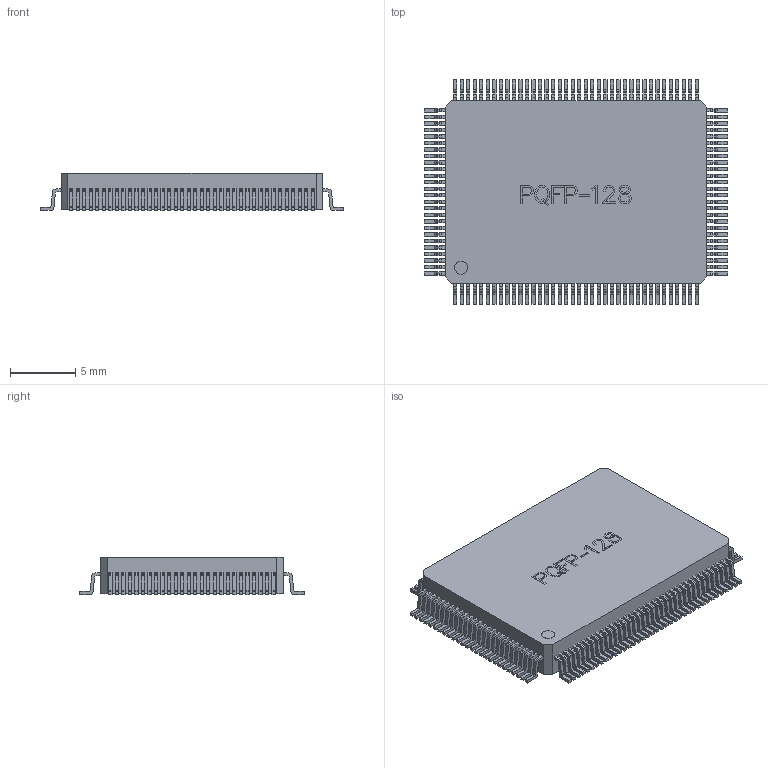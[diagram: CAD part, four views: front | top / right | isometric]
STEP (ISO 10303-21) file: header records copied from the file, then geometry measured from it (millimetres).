
FILE_DESCRIPTION (( 'STEP AP214' ), '1' );
FILE_NAME ('SW3dPS-PQFP128.STEP', '2009-06-22T12:50:27', ( 'SysAdmin' ), ( 'SolidWorks' ), 'SwSTEP 2.0', 'SolidWorks 2009', '' );
FILE_SCHEMA (( 'AUTOMOTIVE_DESIGN' ));
Length unit declared in the file: millimetre
Products named in the file (30): SW3dPS-PQFP128_Extruded13; SW3dPS-PQFP128_358337873; SW3dPS-PQFP128_Extruded11; SW3dPS-PQFP128_Extruded21; SW3dPS-PQFP128_358338001; SW3dPS-PQFP128_Free-Models3; SW3dPS-PQFP128_Board2; SW3dPS-PQFP128_Board3; SW3dPS-PQFP128_PINQFP129; SW3dPS-PQFP128_358335313; SW3dPS-PQFP128_Free-Models2; SW3dPS-PQFP128; SW3dPS-PQFP128_Cylinder1; SW3dPS-PQFP128_358109921; SW3dPS-PQFP128_Extruded15; SW3dPS-PQFP128_358339793; SW3dPS-PQFP128_Extruded12; SW3dPS-PQFP128_358340945; SW3dPS-PQFP128_Extruded17; SW3dPS-PQFP128_358341841; SW3dPS-PQFP128_Extruded19; SW3dPS-PQFP128_358341201; SW3dPS-PQFP128_Extruded14; SW3dPS-PQFP128_358340817; SW3dPS-PQFP128_Extruded16; SW3dPS-PQFP128_358334161; SW3dPS-PQFP128_Extruded18; SW3dPS-PQFP128_358334929; SW3dPS-PQFP128_Extruded20; SW3dPS-PQFP128_358338769
Assembly tree (157 placements, depth 6):
  SW3dPS-PQFP128
    SW3dPS-PQFP128_Free-Models2
      SW3dPS-PQFP128_PINQFP129  x128
        SW3dPS-PQFP128_Board3
        SW3dPS-PQFP128_Free-Models3
          SW3dPS-PQFP128_358338001
            SW3dPS-PQFP128_Extruded21
      SW3dPS-PQFP128_358340817
        SW3dPS-PQFP128_Extruded14
      SW3dPS-PQFP128_358109921
        SW3dPS-PQFP128_Cylinder1
      SW3dPS-PQFP128_358335313
        SW3dPS-PQFP128_Extruded15
      SW3dPS-PQFP128_358339793
        SW3dPS-PQFP128_Extruded19
      SW3dPS-PQFP128_358334161
        SW3dPS-PQFP128_Extruded16
      SW3dPS-PQFP128_358341201
        SW3dPS-PQFP128_Extruded18
      SW3dPS-PQFP128_358340945
        SW3dPS-PQFP128_Extruded12
      SW3dPS-PQFP128_358341841  x2
        SW3dPS-PQFP128_Extruded17
      SW3dPS-PQFP128_358338769
        SW3dPS-PQFP128_Extruded20
      SW3dPS-PQFP128_358334929
        SW3dPS-PQFP128_Extruded13
      SW3dPS-PQFP128_358337873
        SW3dPS-PQFP128_Extruded11
    SW3dPS-PQFP128_Board2
Bounding box: 23.2 x 17.2 x 2.88 mm (x, y, z)
Volume: 804.9 mm3; surface area: 1131.7 mm2
Topology: 264 solids, 274 shells, 3446 faces, 8719 edges, 5816 vertices
Faces by surface type: plane 3444, cylinder 2
Entity records: 9448 total; most frequent: CARTESIAN_POINT 1496, DIRECTION 1488, ORIENTED_EDGE 1272, EDGE_CURVE 644, VECTOR 640, LINE 640, VERTEX_POINT 432, AXIS2_PLACEMENT_3D 424
